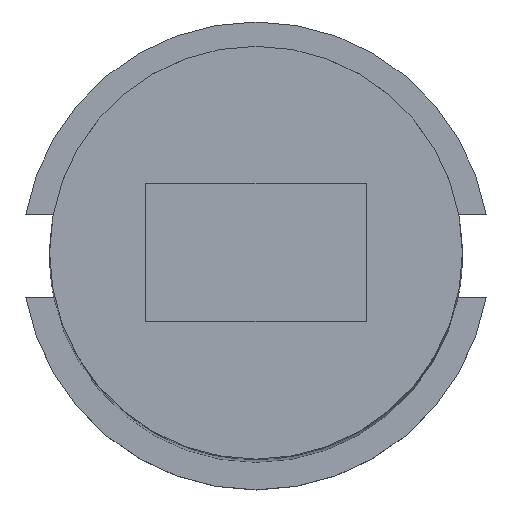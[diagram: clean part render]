
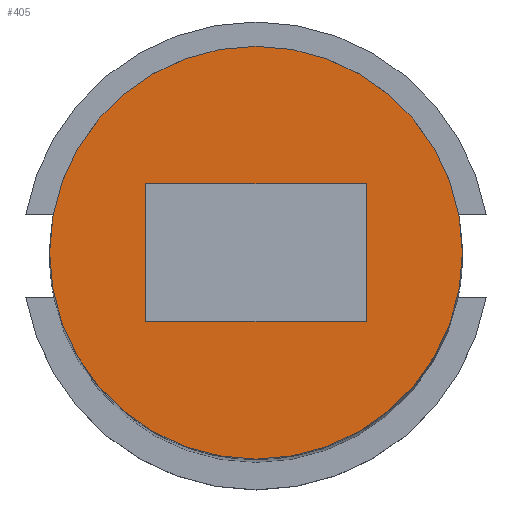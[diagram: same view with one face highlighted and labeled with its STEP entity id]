
A CAD part, top view. The second image highlights one B-rep face of the part: STEP entity #405.
In plain terms, the highlighted planar face has unit normal (0, 0, 1).
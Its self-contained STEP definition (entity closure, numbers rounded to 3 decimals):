
#1 = DIRECTION ( 'NONE',  ( 1., 0., 0. ) ) ;
#30 = DIRECTION ( 'NONE',  ( 1., 0., 0. ) ) ;
#34 = FACE_OUTER_BOUND ( 'NONE', #47, .T. ) ;
#42 = EDGE_CURVE ( 'NONE', #200, #217, #492, .T. ) ;
#47 = EDGE_LOOP ( 'NONE', ( #350, #759 ) ) ;
#64 = CARTESIAN_POINT ( 'NONE',  ( -4., 2.5, 70. ) ) ;
#67 = VERTEX_POINT ( 'NONE', #782 ) ;
#107 = EDGE_CURVE ( 'NONE', #484, #200, #871, .T. ) ;
#110 = DIRECTION ( 'NONE',  ( 0., 1., 0. ) ) ;
#129 = FACE_BOUND ( 'NONE', #825, .T. ) ;
#144 = ORIENTED_EDGE ( 'NONE', *, *, #42, .F. ) ;
#159 = PLANE ( 'NONE',  #328 ) ;
#179 = CARTESIAN_POINT ( 'NONE',  ( -4., 2.5, 70. ) ) ;
#182 = DIRECTION ( 'NONE',  ( 0., -1., 0. ) ) ;
#200 = VERTEX_POINT ( 'NONE', #668 ) ;
#217 = VERTEX_POINT ( 'NONE', #745 ) ;
#222 = DIRECTION ( 'NONE',  ( 0., 0., 1. ) ) ;
#255 = AXIS2_PLACEMENT_3D ( 'NONE', #423, #222, #1 ) ;
#277 = VECTOR ( 'NONE', #110, 1000. ) ;
#304 = DIRECTION ( 'NONE',  ( 0., 0., 1. ) ) ;
#311 = CARTESIAN_POINT ( 'NONE',  ( 7.5, 0., 70. ) ) ;
#316 = ORIENTED_EDGE ( 'NONE', *, *, #535, .F. ) ;
#328 = AXIS2_PLACEMENT_3D ( 'NONE', #635, #418, #491 ) ;
#333 = EDGE_CURVE ( 'NONE', #807, #662, #367, .T. ) ;
#350 = ORIENTED_EDGE ( 'NONE', *, *, #453, .T. ) ;
#367 = CIRCLE ( 'NONE', #255, 7.5 ) ;
#405 = ADVANCED_FACE ( 'NONE', ( #34, #129 ), #159, .T. ) ;
#418 = DIRECTION ( 'NONE',  ( 0., 0., 1. ) ) ;
#423 = CARTESIAN_POINT ( 'NONE',  ( 0., 0., 70. ) ) ;
#443 = CARTESIAN_POINT ( 'NONE',  ( 4., 2.5, 70. ) ) ;
#453 = EDGE_CURVE ( 'NONE', #662, #807, #608, .T. ) ;
#462 = ORIENTED_EDGE ( 'NONE', *, *, #107, .F. ) ;
#484 = VERTEX_POINT ( 'NONE', #831 ) ;
#491 = DIRECTION ( 'NONE',  ( 1., 0., 0. ) ) ;
#492 = LINE ( 'NONE', #179, #637 ) ;
#497 = CARTESIAN_POINT ( 'NONE',  ( -7.5, 0., 70. ) ) ;
#514 = VECTOR ( 'NONE', #801, 1000. ) ;
#535 = EDGE_CURVE ( 'NONE', #217, #67, #733, .T. ) ;
#555 = VECTOR ( 'NONE', #589, 1000. ) ;
#576 = ORIENTED_EDGE ( 'NONE', *, *, #736, .F. ) ;
#586 = CARTESIAN_POINT ( 'NONE',  ( 0., 0., 70. ) ) ;
#589 = DIRECTION ( 'NONE',  ( 1., 0., 0. ) ) ;
#605 = LINE ( 'NONE', #443, #277 ) ;
#608 = CIRCLE ( 'NONE', #670, 7.5 ) ;
#635 = CARTESIAN_POINT ( 'NONE',  ( 0., 0., 70. ) ) ;
#637 = VECTOR ( 'NONE', #182, 1000. ) ;
#651 = CARTESIAN_POINT ( 'NONE',  ( -4., -2.5, 70. ) ) ;
#662 = VERTEX_POINT ( 'NONE', #497 ) ;
#668 = CARTESIAN_POINT ( 'NONE',  ( -4., 2.5, 70. ) ) ;
#670 = AXIS2_PLACEMENT_3D ( 'NONE', #586, #304, #30 ) ;
#733 = LINE ( 'NONE', #651, #555 ) ;
#736 = EDGE_CURVE ( 'NONE', #67, #484, #605, .T. ) ;
#745 = CARTESIAN_POINT ( 'NONE',  ( -4., -2.5, 70. ) ) ;
#759 = ORIENTED_EDGE ( 'NONE', *, *, #333, .T. ) ;
#782 = CARTESIAN_POINT ( 'NONE',  ( 4., -2.5, 70. ) ) ;
#801 = DIRECTION ( 'NONE',  ( -1., 0., 0. ) ) ;
#807 = VERTEX_POINT ( 'NONE', #311 ) ;
#825 = EDGE_LOOP ( 'NONE', ( #316, #144, #462, #576 ) ) ;
#831 = CARTESIAN_POINT ( 'NONE',  ( 4., 2.5, 70. ) ) ;
#871 = LINE ( 'NONE', #64, #514 ) ;
